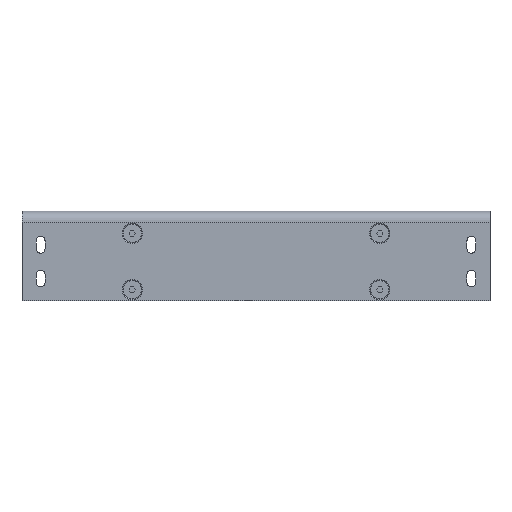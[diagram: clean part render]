
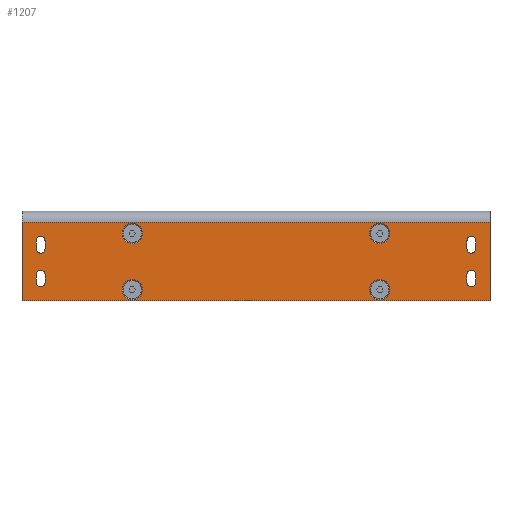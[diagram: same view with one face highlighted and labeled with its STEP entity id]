
A CAD part, top view. The second image highlights one B-rep face of the part: STEP entity #1207.
In plain terms, the highlighted planar face has unit normal (0, 0, 1).
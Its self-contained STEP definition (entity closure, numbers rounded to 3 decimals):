
#123=LINE('',#2076,#207);
#124=LINE('',#2080,#208);
#125=LINE('',#2081,#209);
#126=LINE('',#2086,#210);
#127=LINE('',#2089,#211);
#128=LINE('',#2094,#212);
#129=LINE('',#2097,#213);
#130=LINE('',#2100,#214);
#131=LINE('',#2102,#215);
#132=LINE('',#2104,#216);
#133=LINE('',#2108,#217);
#134=LINE('',#2112,#218);
#207=VECTOR('',#1711,1000.);
#208=VECTOR('',#1714,1000.);
#209=VECTOR('',#1715,1000.);
#210=VECTOR('',#1718,1000.);
#211=VECTOR('',#1721,1000.);
#212=VECTOR('',#1724,1000.);
#213=VECTOR('',#1727,1000.);
#214=VECTOR('',#1728,1000.);
#215=VECTOR('',#1729,1000.);
#216=VECTOR('',#1730,1000.);
#217=VECTOR('',#1733,1000.);
#218=VECTOR('',#1736,1000.);
#291=ORIENTED_EDGE('',*,*,#621,.T.);
#292=ORIENTED_EDGE('',*,*,#622,.T.);
#293=ORIENTED_EDGE('',*,*,#623,.T.);
#294=ORIENTED_EDGE('',*,*,#624,.T.);
#295=ORIENTED_EDGE('',*,*,#625,.F.);
#296=ORIENTED_EDGE('',*,*,#626,.F.);
#297=ORIENTED_EDGE('',*,*,#627,.F.);
#298=ORIENTED_EDGE('',*,*,#628,.F.);
#299=ORIENTED_EDGE('',*,*,#629,.T.);
#300=ORIENTED_EDGE('',*,*,#630,.T.);
#301=ORIENTED_EDGE('',*,*,#631,.T.);
#302=ORIENTED_EDGE('',*,*,#632,.T.);
#303=ORIENTED_EDGE('',*,*,#633,.T.);
#304=ORIENTED_EDGE('',*,*,#634,.T.);
#305=ORIENTED_EDGE('',*,*,#635,.T.);
#306=ORIENTED_EDGE('',*,*,#636,.T.);
#307=ORIENTED_EDGE('',*,*,#637,.F.);
#308=ORIENTED_EDGE('',*,*,#638,.T.);
#309=ORIENTED_EDGE('',*,*,#639,.T.);
#310=ORIENTED_EDGE('',*,*,#640,.F.);
#311=ORIENTED_EDGE('',*,*,#641,.F.);
#312=ORIENTED_EDGE('',*,*,#642,.F.);
#313=ORIENTED_EDGE('',*,*,#643,.F.);
#314=ORIENTED_EDGE('',*,*,#644,.F.);
#621=EDGE_CURVE('',#786,#786,#899,.T.);
#622=EDGE_CURVE('',#787,#787,#900,.T.);
#623=EDGE_CURVE('',#788,#788,#901,.T.);
#624=EDGE_CURVE('',#789,#789,#902,.T.);
#625=EDGE_CURVE('',#790,#791,#903,.T.);
#626=EDGE_CURVE('',#792,#790,#123,.T.);
#627=EDGE_CURVE('',#793,#792,#904,.T.);
#628=EDGE_CURVE('',#791,#793,#124,.T.);
#629=EDGE_CURVE('',#794,#795,#125,.T.);
#630=EDGE_CURVE('',#795,#796,#905,.F.);
#631=EDGE_CURVE('',#796,#797,#126,.T.);
#632=EDGE_CURVE('',#797,#794,#906,.F.);
#633=EDGE_CURVE('',#798,#799,#127,.T.);
#634=EDGE_CURVE('',#799,#800,#907,.F.);
#635=EDGE_CURVE('',#800,#801,#128,.T.);
#636=EDGE_CURVE('',#801,#798,#908,.F.);
#637=EDGE_CURVE('',#802,#803,#129,.T.);
#638=EDGE_CURVE('',#802,#804,#130,.T.);
#639=EDGE_CURVE('',#804,#805,#131,.T.);
#640=EDGE_CURVE('',#803,#805,#132,.T.);
#641=EDGE_CURVE('',#806,#807,#909,.T.);
#642=EDGE_CURVE('',#808,#806,#133,.T.);
#643=EDGE_CURVE('',#809,#808,#910,.T.);
#644=EDGE_CURVE('',#807,#809,#134,.T.);
#786=VERTEX_POINT('',#2066);
#787=VERTEX_POINT('',#2068);
#788=VERTEX_POINT('',#2070);
#789=VERTEX_POINT('',#2072);
#790=VERTEX_POINT('',#2074);
#791=VERTEX_POINT('',#2075);
#792=VERTEX_POINT('',#2077);
#793=VERTEX_POINT('',#2079);
#794=VERTEX_POINT('',#2082);
#795=VERTEX_POINT('',#2083);
#796=VERTEX_POINT('',#2085);
#797=VERTEX_POINT('',#2087);
#798=VERTEX_POINT('',#2090);
#799=VERTEX_POINT('',#2091);
#800=VERTEX_POINT('',#2093);
#801=VERTEX_POINT('',#2095);
#802=VERTEX_POINT('',#2098);
#803=VERTEX_POINT('',#2099);
#804=VERTEX_POINT('',#2101);
#805=VERTEX_POINT('',#2103);
#806=VERTEX_POINT('',#2106);
#807=VERTEX_POINT('',#2107);
#808=VERTEX_POINT('',#2109);
#809=VERTEX_POINT('',#2111);
#899=CIRCLE('',#1558,9.);
#900=CIRCLE('',#1559,9.);
#901=CIRCLE('',#1560,9.);
#902=CIRCLE('',#1561,9.);
#903=CIRCLE('',#1562,4.);
#904=CIRCLE('',#1563,4.);
#905=CIRCLE('',#1564,4.);
#906=CIRCLE('',#1565,4.);
#907=CIRCLE('',#1566,4.);
#908=CIRCLE('',#1567,4.);
#909=CIRCLE('',#1568,4.);
#910=CIRCLE('',#1569,4.);
#956=EDGE_LOOP('',(#291));
#957=EDGE_LOOP('',(#292));
#958=EDGE_LOOP('',(#293));
#959=EDGE_LOOP('',(#294));
#960=EDGE_LOOP('',(#295,#296,#297,#298));
#961=EDGE_LOOP('',(#299,#300,#301,#302));
#962=EDGE_LOOP('',(#303,#304,#305,#306));
#963=EDGE_LOOP('',(#307,#308,#309,#310));
#964=EDGE_LOOP('',(#311,#312,#313,#314));
#1064=FACE_BOUND('',#956,.T.);
#1065=FACE_BOUND('',#957,.T.);
#1066=FACE_BOUND('',#958,.T.);
#1067=FACE_BOUND('',#959,.T.);
#1068=FACE_BOUND('',#960,.T.);
#1069=FACE_BOUND('',#961,.T.);
#1070=FACE_BOUND('',#962,.T.);
#1071=FACE_BOUND('',#963,.T.);
#1072=FACE_BOUND('',#964,.T.);
#1172=PLANE('',#1557);
#1207=ADVANCED_FACE('',(#1064,#1065,#1066,#1067,#1068,#1069,#1070,#1071,
#1072),#1172,.F.);
#1557=AXIS2_PLACEMENT_3D('',#2064,#1699,#1700);
#1558=AXIS2_PLACEMENT_3D('',#2065,#1701,#1702);
#1559=AXIS2_PLACEMENT_3D('',#2067,#1703,#1704);
#1560=AXIS2_PLACEMENT_3D('',#2069,#1705,#1706);
#1561=AXIS2_PLACEMENT_3D('',#2071,#1707,#1708);
#1562=AXIS2_PLACEMENT_3D('',#2073,#1709,#1710);
#1563=AXIS2_PLACEMENT_3D('',#2078,#1712,#1713);
#1564=AXIS2_PLACEMENT_3D('',#2084,#1716,#1717);
#1565=AXIS2_PLACEMENT_3D('',#2088,#1719,#1720);
#1566=AXIS2_PLACEMENT_3D('',#2092,#1722,#1723);
#1567=AXIS2_PLACEMENT_3D('',#2096,#1725,#1726);
#1568=AXIS2_PLACEMENT_3D('',#2105,#1731,#1732);
#1569=AXIS2_PLACEMENT_3D('',#2110,#1734,#1735);
#1699=DIRECTION('',(0.,0.,-1.));
#1700=DIRECTION('',(0.,1.,0.));
#1701=DIRECTION('',(0.,0.,-1.));
#1702=DIRECTION('',(0.,1.,0.));
#1703=DIRECTION('',(0.,0.,-1.));
#1704=DIRECTION('',(0.,1.,0.));
#1705=DIRECTION('',(0.,0.,-1.));
#1706=DIRECTION('',(0.,1.,0.));
#1707=DIRECTION('',(0.,0.,-1.));
#1708=DIRECTION('',(0.,1.,0.));
#1709=DIRECTION('',(0.,0.,1.));
#1710=DIRECTION('',(0.,-1.,0.));
#1711=DIRECTION('',(0.,-1.,0.));
#1712=DIRECTION('',(0.,0.,1.));
#1713=DIRECTION('',(0.,-1.,0.));
#1714=DIRECTION('',(0.,1.,0.));
#1715=DIRECTION('',(0.,1.,0.));
#1716=DIRECTION('',(0.,0.,1.));
#1717=DIRECTION('',(0.,-1.,0.));
#1718=DIRECTION('',(0.,-1.,0.));
#1719=DIRECTION('',(0.,0.,1.));
#1720=DIRECTION('',(0.,-1.,0.));
#1721=DIRECTION('',(0.,-1.,0.));
#1722=DIRECTION('',(0.,0.,1.));
#1723=DIRECTION('',(0.,-1.,0.));
#1724=DIRECTION('',(0.,1.,0.));
#1725=DIRECTION('',(0.,0.,1.));
#1726=DIRECTION('',(0.,-1.,0.));
#1727=DIRECTION('',(0.,-1.,0.));
#1728=DIRECTION('',(-1.,0.,0.));
#1729=DIRECTION('',(0.,-1.,0.));
#1730=DIRECTION('',(-1.,0.,0.));
#1731=DIRECTION('',(0.,0.,1.));
#1732=DIRECTION('',(0.,-1.,0.));
#1733=DIRECTION('',(0.,1.,0.));
#1734=DIRECTION('',(0.,0.,1.));
#1735=DIRECTION('',(0.,-1.,0.));
#1736=DIRECTION('',(0.,-1.,0.));
#2064=CARTESIAN_POINT('',(208.,45.,0.));
#2065=CARTESIAN_POINT('',(110.,-25.,0.));
#2066=CARTESIAN_POINT('',(110.,-16.,0.));
#2067=CARTESIAN_POINT('',(110.,25.,0.));
#2068=CARTESIAN_POINT('',(110.,34.,0.));
#2069=CARTESIAN_POINT('',(-110.,-25.,0.));
#2070=CARTESIAN_POINT('',(-110.,-16.,0.));
#2071=CARTESIAN_POINT('',(-110.,25.,0.));
#2072=CARTESIAN_POINT('',(-110.,34.,0.));
#2073=CARTESIAN_POINT('',(191.5,11.5,0.));
#2074=CARTESIAN_POINT('',(187.5,11.5,0.));
#2075=CARTESIAN_POINT('',(195.5,11.5,0.));
#2076=CARTESIAN_POINT('',(187.5,11.5,0.));
#2077=CARTESIAN_POINT('',(187.5,18.5,0.));
#2078=CARTESIAN_POINT('',(191.5,18.5,0.));
#2079=CARTESIAN_POINT('',(195.5,18.5,0.));
#2080=CARTESIAN_POINT('',(195.5,18.5,0.));
#2081=CARTESIAN_POINT('',(187.5,-11.5,0.));
#2082=CARTESIAN_POINT('',(187.5,-18.5,0.));
#2083=CARTESIAN_POINT('',(187.5,-11.5,0.));
#2084=CARTESIAN_POINT('',(191.5,-11.5,0.));
#2085=CARTESIAN_POINT('',(195.5,-11.5,0.));
#2086=CARTESIAN_POINT('',(195.5,-18.5,0.));
#2087=CARTESIAN_POINT('',(195.5,-18.5,0.));
#2088=CARTESIAN_POINT('',(191.5,-18.5,0.));
#2089=CARTESIAN_POINT('',(-187.5,11.5,0.));
#2090=CARTESIAN_POINT('',(-187.5,18.5,0.));
#2091=CARTESIAN_POINT('',(-187.5,11.5,0.));
#2092=CARTESIAN_POINT('',(-191.5,11.5,0.));
#2093=CARTESIAN_POINT('',(-195.5,11.5,0.));
#2094=CARTESIAN_POINT('',(-195.5,18.5,0.));
#2095=CARTESIAN_POINT('',(-195.5,18.5,0.));
#2096=CARTESIAN_POINT('',(-191.5,18.5,0.));
#2097=CARTESIAN_POINT('',(208.,45.,0.));
#2098=CARTESIAN_POINT('',(208.,35.,0.));
#2099=CARTESIAN_POINT('',(208.,-35.,0.));
#2100=CARTESIAN_POINT('',(208.,35.,0.));
#2101=CARTESIAN_POINT('',(-208.,35.,0.));
#2102=CARTESIAN_POINT('',(-208.,45.,0.));
#2103=CARTESIAN_POINT('',(-208.,-35.,0.));
#2104=CARTESIAN_POINT('',(208.,-35.,0.));
#2105=CARTESIAN_POINT('',(-191.5,-11.5,0.));
#2106=CARTESIAN_POINT('',(-187.5,-11.5,0.));
#2107=CARTESIAN_POINT('',(-195.5,-11.5,0.));
#2108=CARTESIAN_POINT('',(-187.5,-11.5,0.));
#2109=CARTESIAN_POINT('',(-187.5,-18.5,0.));
#2110=CARTESIAN_POINT('',(-191.5,-18.5,0.));
#2111=CARTESIAN_POINT('',(-195.5,-18.5,0.));
#2112=CARTESIAN_POINT('',(-195.5,-18.5,0.));
